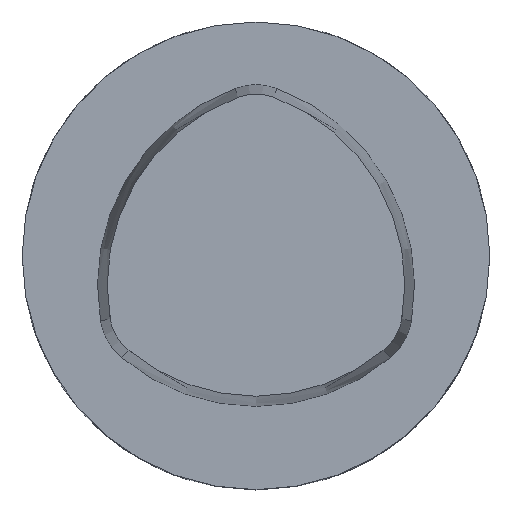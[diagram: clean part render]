
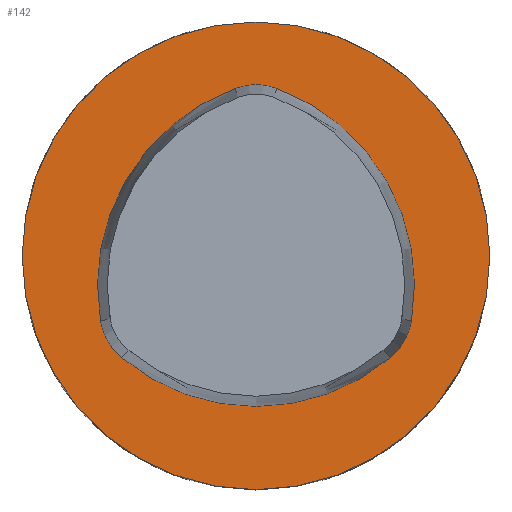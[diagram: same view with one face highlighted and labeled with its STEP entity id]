
A CAD part, top view. The second image highlights one B-rep face of the part: STEP entity #142.
In plain terms, the highlighted planar face has unit normal (0, 0, 1).
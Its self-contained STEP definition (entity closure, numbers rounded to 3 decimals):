
#104=PLANE('',#800);
#142=ADVANCED_FACE('',(#193),#104,.T.);
#193=FACE_OUTER_BOUND('',#245,.T.);
#245=EDGE_LOOP('',(#427));
#265=CIRCLE('',#798,16.);
#427=ORIENTED_EDGE('',*,*,#601,.T.);
#514=VERTEX_POINT('',#1218);
#601=EDGE_CURVE('',#514,#514,#265,.T.);
#798=AXIS2_PLACEMENT_3D('',#1217,#987,#988);
#800=AXIS2_PLACEMENT_3D('',#1220,#991,#992);
#987=DIRECTION('',(0.,0.,1.));
#988=DIRECTION('',(1.,0.,0.));
#991=DIRECTION('',(0.,0.,1.));
#992=DIRECTION('',(-1.,0.,0.));
#1217=CARTESIAN_POINT('',(0.,0.,0.));
#1218=CARTESIAN_POINT('',(16.,0.,0.));
#1220=CARTESIAN_POINT('',(0.,0.,0.));
